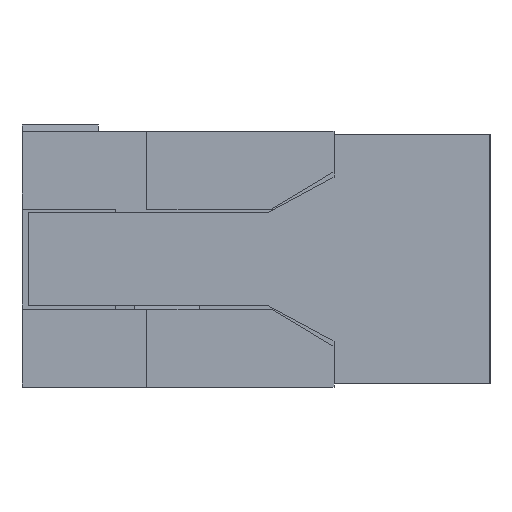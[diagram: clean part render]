
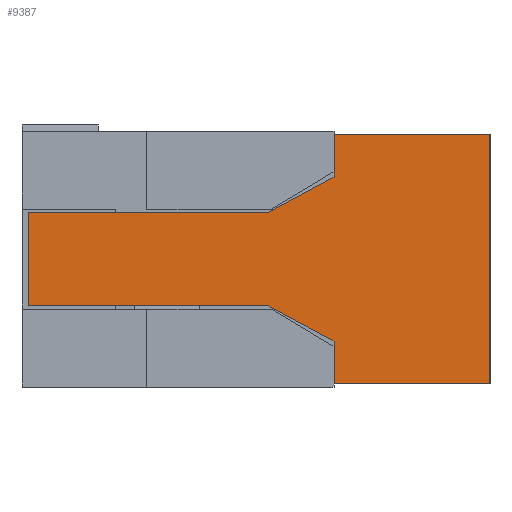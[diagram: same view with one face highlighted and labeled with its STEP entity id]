
A CAD part, left-side view. The second image highlights one B-rep face of the part: STEP entity #9387.
In plain terms, the highlighted planar face has unit normal (-1, 0, 0).
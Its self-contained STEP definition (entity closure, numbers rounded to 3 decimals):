
#9268=CARTESIAN_POINT('',(0.75,0.,1.4));
#9269=VERTEX_POINT('',#9268);
#9286=CARTESIAN_POINT('',(0.75,1.249,0.));
#9287=DIRECTION('',(0.,0.,1.));
#9288=DIRECTION('',(-1.,0.,0.));
#9289=AXIS2_PLACEMENT_3D('',#9286,#9288,#9287);
#9290=PLANE('',#9289);
#9291=CARTESIAN_POINT('',(0.75,0.,-1.313));
#9292=VERTEX_POINT('',#9291);
#9293=CARTESIAN_POINT('',(0.75,0.,-1.4));
#9294=VERTEX_POINT('',#9293);
#9295=CARTESIAN_POINT('',(0.75,0.,-1.313));
#9296=DIRECTION('',(0.,0.,-1.));
#9297=VECTOR('',#9296,0.087);
#9298=LINE('',#9295,#9297);
#9299=EDGE_CURVE('',#9292,#9294,#9298,.T.);
#9300=ORIENTED_EDGE('',*,*,#9299,.T.);
#9301=CARTESIAN_POINT('',(0.75,0.,-2.));
#9302=VERTEX_POINT('',#9301);
#9303=CARTESIAN_POINT('',(0.75,0.,-1.4));
#9304=DIRECTION('',(0.,0.,-1.));
#9305=VECTOR('',#9304,0.6);
#9306=LINE('',#9303,#9305);
#9307=EDGE_CURVE('',#9294,#9302,#9306,.T.);
#9308=ORIENTED_EDGE('',*,*,#9307,.T.);
#9309=CARTESIAN_POINT('',(0.75,-2.5,-2.));
#9310=VERTEX_POINT('',#9309);
#9311=CARTESIAN_POINT('',(0.75,0.,-2.));
#9312=DIRECTION('',(0.,-1.,0.));
#9313=VECTOR('',#9312,2.5);
#9314=LINE('',#9311,#9313);
#9315=EDGE_CURVE('',#9302,#9310,#9314,.T.);
#9316=ORIENTED_EDGE('',*,*,#9315,.T.);
#9317=CARTESIAN_POINT('',(0.75,-2.5,2.));
#9318=VERTEX_POINT('',#9317);
#9319=CARTESIAN_POINT('',(0.75,-2.5,-2.));
#9320=DIRECTION('',(0.,0.,1.));
#9321=VECTOR('',#9320,4.);
#9322=LINE('',#9319,#9321);
#9323=EDGE_CURVE('',#9310,#9318,#9322,.T.);
#9324=ORIENTED_EDGE('',*,*,#9323,.T.);
#9325=CARTESIAN_POINT('',(0.75,0.,2.));
#9326=VERTEX_POINT('',#9325);
#9327=CARTESIAN_POINT('',(0.75,-2.5,2.));
#9328=DIRECTION('',(0.,1.,0.));
#9329=VECTOR('',#9328,2.5);
#9330=LINE('',#9327,#9329);
#9331=EDGE_CURVE('',#9318,#9326,#9330,.T.);
#9332=ORIENTED_EDGE('',*,*,#9331,.T.);
#9333=CARTESIAN_POINT('',(0.75,0.,2.));
#9334=DIRECTION('',(0.,0.,-1.));
#9335=VECTOR('',#9334,0.6);
#9336=LINE('',#9333,#9335);
#9337=EDGE_CURVE('',#9326,#9269,#9336,.T.);
#9338=ORIENTED_EDGE('',*,*,#9337,.T.);
#9339=CARTESIAN_POINT('',(0.75,0.,1.313));
#9340=VERTEX_POINT('',#9339);
#9341=CARTESIAN_POINT('',(0.75,0.,1.4));
#9342=DIRECTION('',(0.,0.,-1.));
#9343=VECTOR('',#9342,0.087);
#9344=LINE('',#9341,#9343);
#9345=EDGE_CURVE('',#9269,#9340,#9344,.T.);
#9346=ORIENTED_EDGE('',*,*,#9345,.T.);
#9347=CARTESIAN_POINT('',(0.75,1.043,0.75));
#9348=VERTEX_POINT('',#9347);
#9349=CARTESIAN_POINT('',(0.75,0.,1.313));
#9350=DIRECTION('',(0.,0.88,-0.475));
#9351=VECTOR('',#9350,1.185);
#9352=LINE('',#9349,#9351);
#9353=EDGE_CURVE('',#9340,#9348,#9352,.T.);
#9354=ORIENTED_EDGE('',*,*,#9353,.T.);
#9355=CARTESIAN_POINT('',(0.75,4.9,0.75));
#9356=VERTEX_POINT('',#9355);
#9357=CARTESIAN_POINT('',(0.75,1.043,0.75));
#9358=DIRECTION('',(0.,1.,0.));
#9359=VECTOR('',#9358,3.857);
#9360=LINE('',#9357,#9359);
#9361=EDGE_CURVE('',#9348,#9356,#9360,.T.);
#9362=ORIENTED_EDGE('',*,*,#9361,.T.);
#9363=CARTESIAN_POINT('',(0.75,4.9,-0.75));
#9364=VERTEX_POINT('',#9363);
#9365=CARTESIAN_POINT('',(0.75,4.9,0.75));
#9366=DIRECTION('',(0.,0.,-1.));
#9367=VECTOR('',#9366,1.5);
#9368=LINE('',#9365,#9367);
#9369=EDGE_CURVE('',#9356,#9364,#9368,.T.);
#9370=ORIENTED_EDGE('',*,*,#9369,.T.);
#9371=CARTESIAN_POINT('',(0.75,1.043,-0.75));
#9372=VERTEX_POINT('',#9371);
#9373=CARTESIAN_POINT('',(0.75,4.9,-0.75));
#9374=DIRECTION('',(0.,-1.,0.));
#9375=VECTOR('',#9374,3.857);
#9376=LINE('',#9373,#9375);
#9377=EDGE_CURVE('',#9364,#9372,#9376,.T.);
#9378=ORIENTED_EDGE('',*,*,#9377,.T.);
#9379=CARTESIAN_POINT('',(0.75,1.043,-0.75));
#9380=DIRECTION('',(0.,-0.88,-0.475));
#9381=VECTOR('',#9380,1.185);
#9382=LINE('',#9379,#9381);
#9383=EDGE_CURVE('',#9372,#9292,#9382,.T.);
#9384=ORIENTED_EDGE('',*,*,#9383,.T.);
#9385=EDGE_LOOP('',(#9300,#9308,#9316,#9324,#9332,#9338,#9346,#9354,#9362,#9370,#9378,#9384));
#9386=FACE_OUTER_BOUND('',#9385,.T.);
#9387=ADVANCED_FACE('',(#9386),#9290,.T.);
